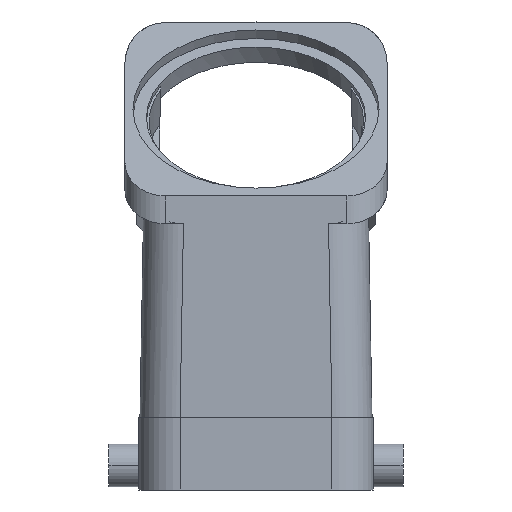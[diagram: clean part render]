
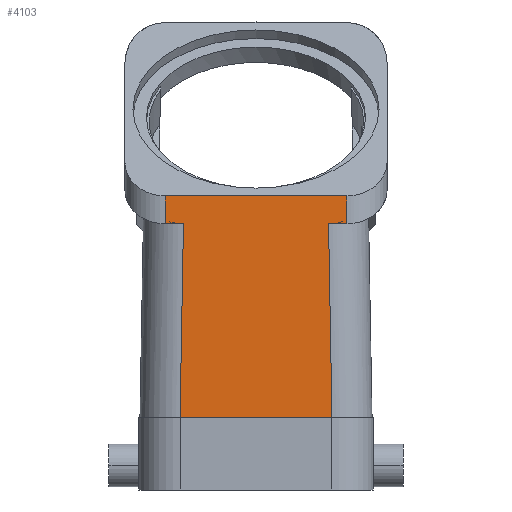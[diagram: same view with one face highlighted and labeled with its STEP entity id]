
A CAD part, front view. The second image highlights one B-rep face of the part: STEP entity #4103.
In plain terms, the highlighted face is planar.
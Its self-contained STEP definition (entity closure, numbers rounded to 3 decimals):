
#3912=CARTESIAN_POINT('',(4.921,26.017,134.478));
#3913=VERTEX_POINT('',#3912);
#3921=CARTESIAN_POINT('',(4.921,29.452,134.478));
#3922=VERTEX_POINT('',#3921);
#3923=CARTESIAN_POINT('',(4.921,29.452,134.478));
#3924=DIRECTION('',(0.,-1.,0.));
#3925=VECTOR('',#3924,3.434);
#3926=LINE('',#3923,#3925);
#3927=EDGE_CURVE('',#3922,#3913,#3926,.T.);
#4023=CARTESIAN_POINT('',(4.921,29.452,139.7));
#4024=VERTEX_POINT('',#4023);
#4025=CARTESIAN_POINT('',(4.921,29.452,139.7));
#4026=DIRECTION('',(0.,0.,-1.));
#4027=VECTOR('',#4026,5.222);
#4028=LINE('',#4025,#4027);
#4029=EDGE_CURVE('',#4024,#3922,#4028,.T.);
#4048=CARTESIAN_POINT('',(4.921,36.952,133.4));
#4049=DIRECTION('',(-1.,-0.,0.));
#4050=DIRECTION('',(-0.,-1.,-0.));
#4051=AXIS2_PLACEMENT_3D('',#4048,#4049,#4050);
#4052=PLANE('',#4051);
#4053=ORIENTED_EDGE('',*,*,#3927,.T.);
#4054=CARTESIAN_POINT('',(4.921,26.651,98.2));
#4055=VERTEX_POINT('',#4054);
#4056=CARTESIAN_POINT('',(4.921,26.017,134.478));
#4057=DIRECTION('',(-0.,0.017,-1.));
#4058=VECTOR('',#4057,36.284);
#4059=LINE('',#4056,#4058);
#4060=EDGE_CURVE('',#3913,#4055,#4059,.T.);
#4061=ORIENTED_EDGE('',*,*,#4060,.T.);
#4062=CARTESIAN_POINT('',(4.921,-1.747,98.2));
#4063=VERTEX_POINT('',#4062);
#4064=CARTESIAN_POINT('',(4.921,26.651,98.2));
#4065=DIRECTION('',(-0.,-1.,0.));
#4066=VECTOR('',#4065,28.398);
#4067=LINE('',#4064,#4066);
#4068=EDGE_CURVE('',#4055,#4063,#4067,.T.);
#4069=ORIENTED_EDGE('',*,*,#4068,.T.);
#4070=CARTESIAN_POINT('',(4.921,-1.114,134.478));
#4071=VERTEX_POINT('',#4070);
#4072=CARTESIAN_POINT('',(4.921,-1.114,134.478));
#4073=DIRECTION('',(-0.,-0.017,-1.));
#4074=VECTOR('',#4073,36.284);
#4075=LINE('',#4072,#4074);
#4076=EDGE_CURVE('',#4071,#4063,#4075,.T.);
#4077=ORIENTED_EDGE('',*,*,#4076,.F.);
#4078=CARTESIAN_POINT('',(4.921,-4.548,134.478));
#4079=VERTEX_POINT('',#4078);
#4080=CARTESIAN_POINT('',(4.921,-1.114,134.478));
#4081=DIRECTION('',(-0.,-1.,0.));
#4082=VECTOR('',#4081,3.434);
#4083=LINE('',#4080,#4082);
#4084=EDGE_CURVE('',#4071,#4079,#4083,.T.);
#4085=ORIENTED_EDGE('',*,*,#4084,.T.);
#4086=CARTESIAN_POINT('',(4.921,-4.548,139.7));
#4087=VERTEX_POINT('',#4086);
#4088=CARTESIAN_POINT('',(4.921,-4.548,139.7));
#4089=DIRECTION('',(0.,0.,-1.));
#4090=VECTOR('',#4089,5.222);
#4091=LINE('',#4088,#4090);
#4092=EDGE_CURVE('',#4087,#4079,#4091,.T.);
#4093=ORIENTED_EDGE('',*,*,#4092,.F.);
#4094=CARTESIAN_POINT('',(4.921,29.452,139.7));
#4095=DIRECTION('',(0.,-1.,0.));
#4096=VECTOR('',#4095,34.);
#4097=LINE('',#4094,#4096);
#4098=EDGE_CURVE('',#4024,#4087,#4097,.T.);
#4099=ORIENTED_EDGE('',*,*,#4098,.F.);
#4100=ORIENTED_EDGE('',*,*,#4029,.T.);
#4101=EDGE_LOOP('',(#4053,#4061,#4069,#4077,#4085,#4093,#4099,#4100));
#4102=FACE_BOUND('',#4101,.T.);
#4103=ADVANCED_FACE('',(#4102),#4052,.T.);
